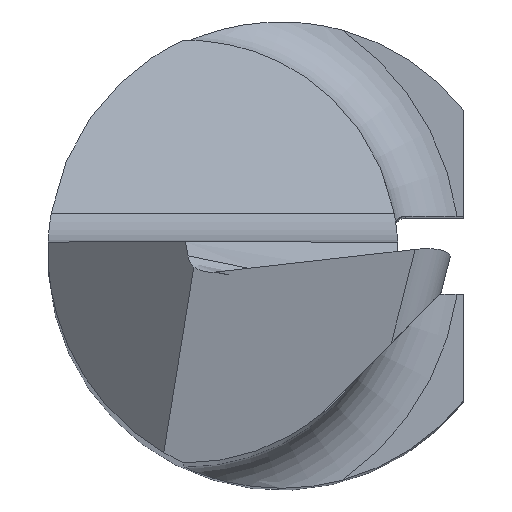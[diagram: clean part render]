
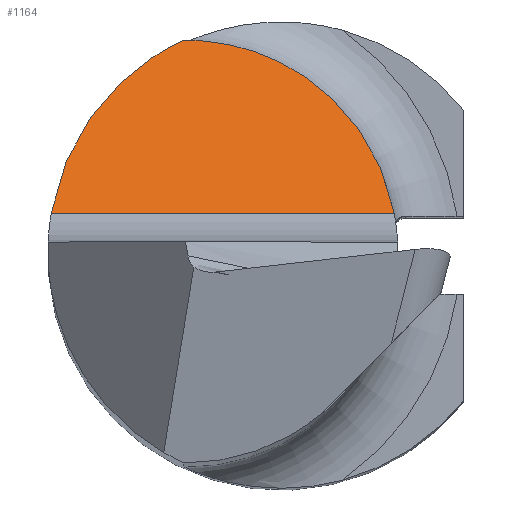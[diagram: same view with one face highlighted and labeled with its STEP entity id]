
A CAD part, top view. The second image highlights one B-rep face of the part: STEP entity #1164.
In plain terms, the highlighted planar face has unit normal (0, 0.766, 0.643).
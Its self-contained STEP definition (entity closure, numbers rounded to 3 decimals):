
#42 = CARTESIAN_POINT ( 'NONE',  ( -1.255, 2.725, 37.8 ) ) ;
#44 =( BOUNDED_CURVE ( )  B_SPLINE_CURVE ( 3, ( #253, #720, #83, #161 ),
 .UNSPECIFIED., .F., .F. ) 
 B_SPLINE_CURVE_WITH_KNOTS ( ( 4, 4 ),
 ( 4.895, 6.294 ),
 .UNSPECIFIED. ) 
 CURVE ( )  GEOMETRIC_REPRESENTATION_ITEM ( )  RATIONAL_B_SPLINE_CURVE ( ( 1., 0.843, 0.843, 1. ) ) 
 REPRESENTATION_ITEM ( '' )  );
#62 = DIRECTION ( 'NONE',  ( 1., 0., 0. ) ) ;
#72 = FACE_OUTER_BOUND ( 'NONE', #179, .T. ) ;
#83 = CARTESIAN_POINT ( 'NONE',  ( 0.132, 2.74, 37.782 ) ) ;
#93 = EDGE_CURVE ( 'NONE', #318, #1125, #680, .T. ) ;
#150 = VECTOR ( 'NONE', #62, 1000. ) ;
#161 = CARTESIAN_POINT ( 'NONE',  ( -1.255, 2.725, 37.8 ) ) ;
#165 = CARTESIAN_POINT ( 'NONE',  ( -3., 0.494, 40.458 ) ) ;
#179 = EDGE_LOOP ( 'NONE', ( #254, #753, #1165 ) ) ;
#212 = EDGE_CURVE ( 'NONE', #318, #246, #986, .T. ) ;
#226 = CARTESIAN_POINT ( 'NONE',  ( -2.792, 1.495, 39.266 ) ) ;
#246 = VERTEX_POINT ( 'NONE', #600 ) ;
#253 = CARTESIAN_POINT ( 'NONE',  ( 1.455, 0.494, 40.458 ) ) ;
#254 = ORIENTED_EDGE ( 'NONE', *, *, #212, .T. ) ;
#303 = AXIS2_PLACEMENT_3D ( 'NONE', #165, #527, #903 ) ;
#318 = VERTEX_POINT ( 'NONE', #518 ) ;
#518 = CARTESIAN_POINT ( 'NONE',  ( -2.959, 0.494, 40.458 ) ) ;
#527 = DIRECTION ( 'NONE',  ( 0., -0.766, -0.643 ) ) ;
#587 = CARTESIAN_POINT ( 'NONE',  ( -2.176, 2.301, 38.306 ) ) ;
#600 = CARTESIAN_POINT ( 'NONE',  ( 1.455, 0.494, 40.458 ) ) ;
#619 = PLANE ( 'NONE',  #303 ) ;
#680 =( BOUNDED_CURVE ( )  B_SPLINE_CURVE ( 3, ( #772, #226, #587, #42 ),
 .UNSPECIFIED., .F., .F. ) 
 B_SPLINE_CURVE_WITH_KNOTS ( ( 4, 4 ),
 ( 4.878, 5.852 ),
 .UNSPECIFIED. ) 
 CURVE ( )  GEOMETRIC_REPRESENTATION_ITEM ( )  RATIONAL_B_SPLINE_CURVE ( ( 1., 0.923, 0.923, 1. ) ) 
 REPRESENTATION_ITEM ( '' )  );
#720 = CARTESIAN_POINT ( 'NONE',  ( 1.203, 1.859, 38.833 ) ) ;
#753 = ORIENTED_EDGE ( 'NONE', *, *, #1069, .T. ) ;
#772 = CARTESIAN_POINT ( 'NONE',  ( -2.959, 0.494, 40.458 ) ) ;
#903 = DIRECTION ( 'NONE',  ( 0., 0.643, -0.766 ) ) ;
#986 = LINE ( 'NONE', #1077, #150 ) ;
#1069 = EDGE_CURVE ( 'NONE', #246, #1125, #44, .T. ) ;
#1077 = CARTESIAN_POINT ( 'NONE',  ( -3., 0.494, 40.458 ) ) ;
#1125 = VERTEX_POINT ( 'NONE', #1163 ) ;
#1163 = CARTESIAN_POINT ( 'NONE',  ( -1.255, 2.725, 37.8 ) ) ;
#1164 = ADVANCED_FACE ( 'NONE', ( #72 ), #619, .F. ) ;
#1165 = ORIENTED_EDGE ( 'NONE', *, *, #93, .F. ) ;
